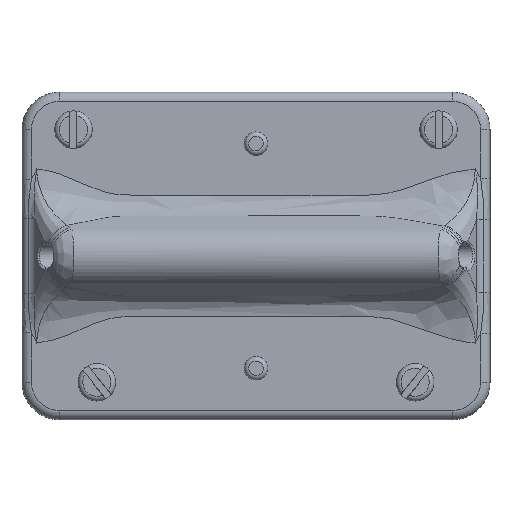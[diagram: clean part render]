
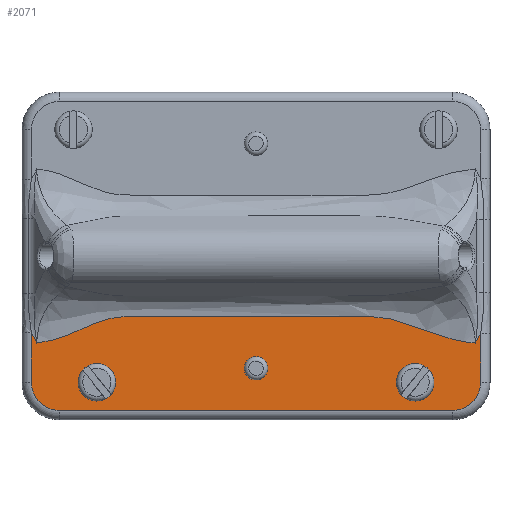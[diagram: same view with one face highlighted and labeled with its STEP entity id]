
A CAD part, top view. The second image highlights one B-rep face of the part: STEP entity #2071.
In plain terms, the highlighted planar face has unit normal (0, 0, 1).
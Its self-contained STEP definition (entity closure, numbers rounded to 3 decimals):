
#102=FACE_BOUND('',#525,.T.);
#103=FACE_BOUND('',#526,.T.);
#104=FACE_BOUND('',#527,.T.);
#281=B_SPLINE_CURVE_WITH_KNOTS('',3,(#5815,#5816,#5817,#5818,#5819,#5820,
#5821,#5822,#5823),.UNSPECIFIED.,.F.,.F.,(4,2,1,1,1,4),(-1.14,
-1.139,-1.099,-1.021,-0.978,
-0.905),.UNSPECIFIED.);
#286=B_SPLINE_CURVE_WITH_KNOTS('',3,(#6030,#6031,#6032,#6033,#6034,#6035,
#6036,#6037),.UNSPECIFIED.,.F.,.F.,(4,2,2,4),(-0.248,-0.118,
0.,0.002),.UNSPECIFIED.);
#290=B_SPLINE_CURVE_WITH_KNOTS('',3,(#6393,#6394,#6395,#6396,#6397,#6398,
#6399,#6400,#6401,#6402,#6403,#6404,#6405,#6406,#6407,#6408,#6409,#6410,
#6411,#6412,#6413),.UNSPECIFIED.,.F.,.F.,(4,1,1,1,1,1,1,1,1,1,1,1,1,1,1,
1,1,1,4),(-7.085,-6.917,-6.75,-6.415,
-5.746,-5.411,-5.077,-4.742,
-4.408,-3.069,-1.731,-0.392,
-0.058,0.277,0.611,0.946,
1.615,1.95,2.285),.UNSPECIFIED.);
#404=FACE_OUTER_BOUND('',#524,.T.);
#524=EDGE_LOOP('',(#1736,#1737,#1738,#1739,#1740,#1741,#1742,#1743));
#525=EDGE_LOOP('',(#1744,#1745));
#526=EDGE_LOOP('',(#1746,#1747));
#527=EDGE_LOOP('',(#1748,#1749));
#594=LINE('',#5600,#665);
#595=LINE('',#5611,#666);
#597=LINE('',#5623,#668);
#665=VECTOR('',#2619,10.);
#666=VECTOR('',#2632,10.);
#668=VECTOR('',#2646,10.);
#694=CIRCLE('',#2123,4.);
#695=CIRCLE('',#2124,4.);
#701=CIRCLE('',#2133,4.);
#702=CIRCLE('',#2134,4.);
#729=CIRCLE('',#2185,2.5);
#730=CIRCLE('',#2186,2.5);
#768=CIRCLE('',#2240,6.);
#772=CIRCLE('',#2246,6.);
#831=VERTEX_POINT('',#2933);
#832=VERTEX_POINT('',#2935);
#834=VERTEX_POINT('',#2947);
#835=VERTEX_POINT('',#2949);
#869=VERTEX_POINT('',#3133);
#870=VERTEX_POINT('',#3135);
#900=VERTEX_POINT('',#4187);
#945=VERTEX_POINT('',#5583);
#947=VERTEX_POINT('',#5598);
#949=VERTEX_POINT('',#5603);
#951=VERTEX_POINT('',#5609);
#953=VERTEX_POINT('',#5615);
#955=VERTEX_POINT('',#5621);
#965=VERTEX_POINT('',#5798);
#1012=EDGE_CURVE('',#832,#831,#694,.T.);
#1013=EDGE_CURVE('',#831,#832,#695,.T.);
#1020=EDGE_CURVE('',#835,#834,#701,.T.);
#1021=EDGE_CURVE('',#834,#835,#702,.T.);
#1075=EDGE_CURVE('',#870,#869,#729,.T.);
#1076=EDGE_CURVE('',#869,#870,#730,.T.);
#1192=EDGE_CURVE('',#947,#945,#594,.T.);
#1194=EDGE_CURVE('',#949,#947,#768,.T.);
#1197=EDGE_CURVE('',#951,#949,#595,.T.);
#1200=EDGE_CURVE('',#953,#951,#772,.T.);
#1203=EDGE_CURVE('',#955,#953,#597,.T.);
#1221=EDGE_CURVE('',#965,#955,#281,.T.);
#1239=EDGE_CURVE('',#945,#900,#286,.T.);
#1243=EDGE_CURVE('',#900,#965,#290,.T.);
#1736=ORIENTED_EDGE('',*,*,#1203,.F.);
#1737=ORIENTED_EDGE('',*,*,#1221,.F.);
#1738=ORIENTED_EDGE('',*,*,#1243,.F.);
#1739=ORIENTED_EDGE('',*,*,#1239,.F.);
#1740=ORIENTED_EDGE('',*,*,#1192,.F.);
#1741=ORIENTED_EDGE('',*,*,#1194,.F.);
#1742=ORIENTED_EDGE('',*,*,#1197,.F.);
#1743=ORIENTED_EDGE('',*,*,#1200,.F.);
#1744=ORIENTED_EDGE('',*,*,#1012,.T.);
#1745=ORIENTED_EDGE('',*,*,#1013,.T.);
#1746=ORIENTED_EDGE('',*,*,#1020,.T.);
#1747=ORIENTED_EDGE('',*,*,#1021,.T.);
#1748=ORIENTED_EDGE('',*,*,#1075,.T.);
#1749=ORIENTED_EDGE('',*,*,#1076,.T.);
#1869=PLANE('',#2272);
#2071=ADVANCED_FACE('',(#404,#102,#103,#104),#1869,.T.);
#2123=AXIS2_PLACEMENT_3D('',#2936,#2359,#2360);
#2124=AXIS2_PLACEMENT_3D('',#2937,#2361,#2362);
#2133=AXIS2_PLACEMENT_3D('',#2950,#2380,#2381);
#2134=AXIS2_PLACEMENT_3D('',#2951,#2382,#2383);
#2185=AXIS2_PLACEMENT_3D('',#3136,#2503,#2504);
#2186=AXIS2_PLACEMENT_3D('',#3137,#2505,#2506);
#2240=AXIS2_PLACEMENT_3D('',#5605,#2624,#2625);
#2246=AXIS2_PLACEMENT_3D('',#5617,#2638,#2639);
#2272=AXIS2_PLACEMENT_3D('',#6392,#2704,#2705);
#2359=DIRECTION('center_axis',(0.,0.,-1.));
#2360=DIRECTION('ref_axis',(1.,0.,0.));
#2361=DIRECTION('center_axis',(0.,0.,-1.));
#2362=DIRECTION('ref_axis',(1.,0.,0.));
#2380=DIRECTION('center_axis',(0.,0.,-1.));
#2381=DIRECTION('ref_axis',(1.,0.,0.));
#2382=DIRECTION('center_axis',(0.,0.,-1.));
#2383=DIRECTION('ref_axis',(1.,0.,0.));
#2503=DIRECTION('center_axis',(0.,0.,-1.));
#2504=DIRECTION('ref_axis',(1.,0.,0.));
#2505=DIRECTION('center_axis',(0.,0.,-1.));
#2506=DIRECTION('ref_axis',(1.,0.,0.));
#2619=DIRECTION('',(0.,1.,0.));
#2624=DIRECTION('center_axis',(0.,0.,-1.));
#2625=DIRECTION('ref_axis',(-0.707,-0.707,0.));
#2632=DIRECTION('',(-1.,0.,0.));
#2638=DIRECTION('center_axis',(0.,0.,-1.));
#2639=DIRECTION('ref_axis',(0.707,-0.707,0.));
#2646=DIRECTION('',(0.,-1.,0.));
#2704=DIRECTION('center_axis',(0.,0.,1.));
#2705=DIRECTION('ref_axis',(1.,0.,0.));
#2933=CARTESIAN_POINT('',(30.,-27.,0.));
#2935=CARTESIAN_POINT('',(38.,-27.,0.));
#2936=CARTESIAN_POINT('Origin',(34.,-27.,0.));
#2937=CARTESIAN_POINT('Origin',(34.,-27.,0.));
#2947=CARTESIAN_POINT('',(-38.,-27.,0.));
#2949=CARTESIAN_POINT('',(-30.,-27.,0.));
#2950=CARTESIAN_POINT('Origin',(-34.,-27.,0.));
#2951=CARTESIAN_POINT('Origin',(-34.,-27.,0.));
#3133=CARTESIAN_POINT('',(-2.5,-24.,0.));
#3135=CARTESIAN_POINT('',(2.5,-24.,0.));
#3136=CARTESIAN_POINT('Origin',(0.,-24.,0.));
#3137=CARTESIAN_POINT('Origin',(0.,-24.,0.));
#4187=CARTESIAN_POINT('',(-46.845,-18.602,0.));
#5583=CARTESIAN_POINT('',(-48.,-16.384,0.));
#5598=CARTESIAN_POINT('',(-48.,-27.,0.));
#5600=CARTESIAN_POINT('',(-48.,-13.5,0.));
#5603=CARTESIAN_POINT('',(-42.,-33.,0.));
#5605=CARTESIAN_POINT('Origin',(-42.,-27.,0.));
#5609=CARTESIAN_POINT('',(42.,-33.,0.));
#5611=CARTESIAN_POINT('',(21.,-33.,0.));
#5615=CARTESIAN_POINT('',(48.,-27.,0.));
#5617=CARTESIAN_POINT('Origin',(42.,-27.,0.));
#5621=CARTESIAN_POINT('',(48.,-16.566,0.));
#5623=CARTESIAN_POINT('',(48.,13.5,0.));
#5798=CARTESIAN_POINT('',(46.845,-18.617,0.));
#5815=CARTESIAN_POINT('Ctrl Pts',(46.845,-18.617,0.));
#5816=CARTESIAN_POINT('Ctrl Pts',(46.848,-18.613,0.));
#5817=CARTESIAN_POINT('Ctrl Pts',(46.851,-18.608,0.));
#5818=CARTESIAN_POINT('Ctrl Pts',(46.926,-18.495,0.));
#5819=CARTESIAN_POINT('Ctrl Pts',(47.14,-18.165,0.));
#5820=CARTESIAN_POINT('Ctrl Pts',(47.415,-17.702,0.));
#5821=CARTESIAN_POINT('Ctrl Pts',(47.724,-17.131,0.));
#5822=CARTESIAN_POINT('Ctrl Pts',(47.897,-16.785,0.));
#5823=CARTESIAN_POINT('Ctrl Pts',(48.,-16.566,0.));
#6030=CARTESIAN_POINT('Ctrl Pts',(-48.,-16.384,0.));
#6031=CARTESIAN_POINT('Ctrl Pts',(-47.828,-16.786,0.));
#6032=CARTESIAN_POINT('Ctrl Pts',(-47.641,-17.181,0.));
#6033=CARTESIAN_POINT('Ctrl Pts',(-47.256,-17.915,0.));
#6034=CARTESIAN_POINT('Ctrl Pts',(-47.061,-18.257,0.));
#6035=CARTESIAN_POINT('Ctrl Pts',(-46.851,-18.593,0.));
#6036=CARTESIAN_POINT('Ctrl Pts',(-46.848,-18.598,0.));
#6037=CARTESIAN_POINT('Ctrl Pts',(-46.845,-18.602,0.));
#6392=CARTESIAN_POINT('Origin',(0.,0.,0.));
#6393=CARTESIAN_POINT('Ctrl Pts',(-46.845,-18.602,0.));
#6394=CARTESIAN_POINT('Ctrl Pts',(-46.288,-18.55,0.));
#6395=CARTESIAN_POINT('Ctrl Pts',(-45.172,-18.386,0.));
#6396=CARTESIAN_POINT('Ctrl Pts',(-42.941,-17.889,0.));
#6397=CARTESIAN_POINT('Ctrl Pts',(-39.038,-16.521,0.));
#6398=CARTESIAN_POINT('Ctrl Pts',(-34.576,-14.254,0.));
#6399=CARTESIAN_POINT('Ctrl Pts',(-30.115,-13.067,0.));
#6400=CARTESIAN_POINT('Ctrl Pts',(-26.769,-12.862,0.));
#6401=CARTESIAN_POINT('Ctrl Pts',(-23.423,-12.894,0.));
#6402=CARTESIAN_POINT('Ctrl Pts',(-16.73,-12.879,0.));
#6403=CARTESIAN_POINT('Ctrl Pts',(-6.692,-12.893,0.));
#6404=CARTESIAN_POINT('Ctrl Pts',(6.692,-12.879,0.));
#6405=CARTESIAN_POINT('Ctrl Pts',(16.73,-12.895,0.));
#6406=CARTESIAN_POINT('Ctrl Pts',(23.423,-12.877,0.));
#6407=CARTESIAN_POINT('Ctrl Pts',(26.769,-13.054,0.));
#6408=CARTESIAN_POINT('Ctrl Pts',(30.115,-13.723,0.));
#6409=CARTESIAN_POINT('Ctrl Pts',(34.576,-15.194,0.));
#6410=CARTESIAN_POINT('Ctrl Pts',(39.038,-17.063,0.));
#6411=CARTESIAN_POINT('Ctrl Pts',(43.499,-18.214,0.));
#6412=CARTESIAN_POINT('Ctrl Pts',(45.73,-18.538,0.));
#6413=CARTESIAN_POINT('Ctrl Pts',(46.845,-18.617,0.));
